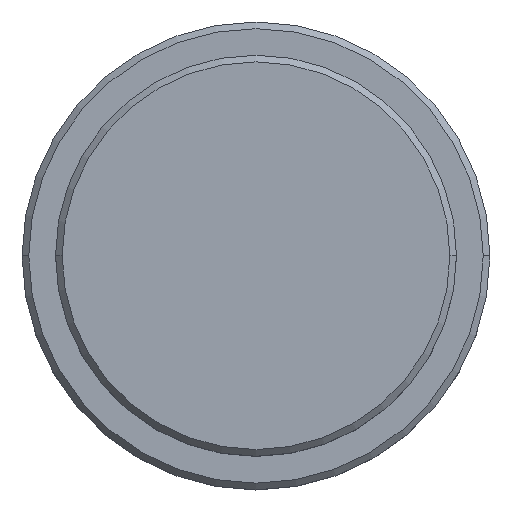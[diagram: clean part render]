
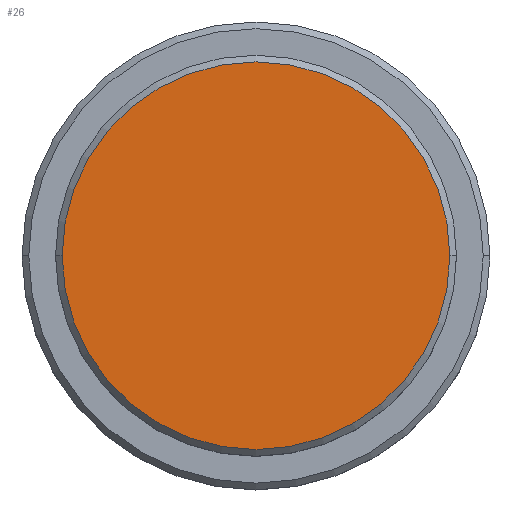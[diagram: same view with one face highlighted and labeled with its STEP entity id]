
A CAD part, top view. The second image highlights one B-rep face of the part: STEP entity #26.
In plain terms, the highlighted planar face has unit normal (0, 0, 1).
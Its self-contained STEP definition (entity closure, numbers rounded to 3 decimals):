
#10 = CARTESIAN_POINT ( 'NONE',  ( 14.5, 0., 0. ) ) ;
#26 = ADVANCED_FACE ( 'NONE', ( #1276 ), #1070, .T. ) ;
#70 = VERTEX_POINT ( 'NONE', #1164 ) ;
#76 = CIRCLE ( 'NONE', #1064, 14.5 ) ;
#116 = CARTESIAN_POINT ( 'NONE',  ( 0., 0., 0. ) ) ;
#162 = EDGE_CURVE ( 'NONE', #635, #70, #76, .T. ) ;
#303 = DIRECTION ( 'NONE',  ( 0., 0., 1. ) ) ;
#447 = AXIS2_PLACEMENT_3D ( 'NONE', #1056, #303, #734 ) ;
#557 = CARTESIAN_POINT ( 'NONE',  ( 0., 0., 0. ) ) ;
#561 = DIRECTION ( 'NONE',  ( 1., 0., 0. ) ) ;
#587 = AXIS2_PLACEMENT_3D ( 'NONE', #557, #776, #1103 ) ;
#635 = VERTEX_POINT ( 'NONE', #10 ) ;
#636 = EDGE_CURVE ( 'NONE', #70, #635, #1196, .T. ) ;
#734 = DIRECTION ( 'NONE',  ( 1., 0., 0. ) ) ;
#771 = ORIENTED_EDGE ( 'NONE', *, *, #636, .T. ) ;
#776 = DIRECTION ( 'NONE',  ( 0., 0., 1. ) ) ;
#843 = ORIENTED_EDGE ( 'NONE', *, *, #162, .T. ) ;
#1056 = CARTESIAN_POINT ( 'NONE',  ( 0., 0., 0. ) ) ;
#1064 = AXIS2_PLACEMENT_3D ( 'NONE', #116, #1199, #561 ) ;
#1070 = PLANE ( 'NONE',  #447 ) ;
#1075 = EDGE_LOOP ( 'NONE', ( #771, #843 ) ) ;
#1103 = DIRECTION ( 'NONE',  ( 1., 0., 0. ) ) ;
#1164 = CARTESIAN_POINT ( 'NONE',  ( -14.5, 0., 0. ) ) ;
#1196 = CIRCLE ( 'NONE', #587, 14.5 ) ;
#1199 = DIRECTION ( 'NONE',  ( 0., 0., 1. ) ) ;
#1276 = FACE_OUTER_BOUND ( 'NONE', #1075, .T. ) ;
